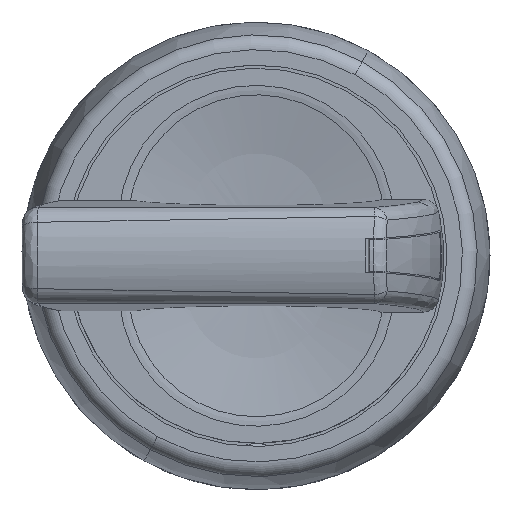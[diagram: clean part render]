
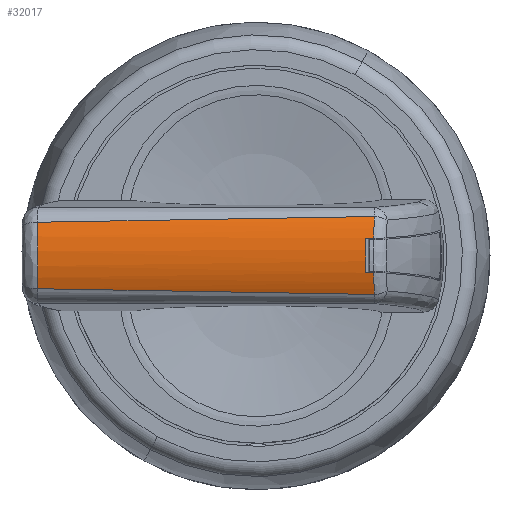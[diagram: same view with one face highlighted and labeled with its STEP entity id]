
A CAD part, top view. The second image highlights one B-rep face of the part: STEP entity #32017.
In plain terms, the highlighted cylindrical face has radius 6 mm (diameter 12 mm), a partial arc.
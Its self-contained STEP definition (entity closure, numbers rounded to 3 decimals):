
#29721=AXIS2_PLACEMENT_3D('Circle Axis2P3D',#29719,#29720,$) ;
#31999=AXIS2_PLACEMENT_3D('Cylinder Axis2P3D',#31996,#31997,#31998) ;
#29716=CARTESIAN_POINT('Vertex',(-1.102,7.,11.898)) ;
#29719=CARTESIAN_POINT('Axis2P3D Location',(0.,7.,6.)) ;
#29723=CARTESIAN_POINT('Vertex',(1.102,7.,11.898)) ;
#30817=CARTESIAN_POINT('Vertex',(2.126,-13.973,11.611)) ;
#30889=CARTESIAN_POINT('Control Point',(-2.126,-13.973,11.611)) ;
#30890=CARTESIAN_POINT('Control Point',(-2.011,-13.975,11.654)) ;
#30891=CARTESIAN_POINT('Control Point',(-1.895,-13.976,11.695)) ;
#30892=CARTESIAN_POINT('Control Point',(-1.777,-13.977,11.733)) ;
#30893=CARTESIAN_POINT('Control Point',(-1.191,-13.982,11.905)) ;
#30894=CARTESIAN_POINT('Control Point',(-0.584,-13.985,12.002)) ;
#30895=CARTESIAN_POINT('Control Point',(-0.094,-13.985,12.029)) ;
#30896=CARTESIAN_POINT('Control Point',(0.656,-13.985,11.995)) ;
#30897=CARTESIAN_POINT('Control Point',(1.388,-13.981,11.846)) ;
#30898=CARTESIAN_POINT('Control Point',(1.639,-13.979,11.781)) ;
#30899=CARTESIAN_POINT('Control Point',(1.885,-13.976,11.702)) ;
#30900=CARTESIAN_POINT('Control Point',(2.126,-13.973,11.611)) ;
#30901=CARTESIAN_POINT('Vertex',(-2.126,-13.973,11.611)) ;
#31308=CARTESIAN_POINT('Vertex',(1.102,7.505,11.898)) ;
#31347=CARTESIAN_POINT('Line Origine',(1.102,9.984,11.898)) ;
#31480=CARTESIAN_POINT('Vertex',(2.493,7.565,11.458)) ;
#31484=CARTESIAN_POINT('Control Point',(2.126,-13.973,11.611)) ;
#31485=CARTESIAN_POINT('Control Point',(2.127,-13.346,11.61)) ;
#31486=CARTESIAN_POINT('Control Point',(2.128,-12.718,11.61)) ;
#31487=CARTESIAN_POINT('Control Point',(2.131,-12.091,11.609)) ;
#31488=CARTESIAN_POINT('Control Point',(2.148,-9.983,11.602)) ;
#31489=CARTESIAN_POINT('Control Point',(2.189,-7.875,11.587)) ;
#31490=CARTESIAN_POINT('Control Point',(2.23,-6.396,11.571)) ;
#31491=CARTESIAN_POINT('Control Point',(2.314,-3.622,11.536)) ;
#31492=CARTESIAN_POINT('Control Point',(2.395,-0.848,11.502)) ;
#31493=CARTESIAN_POINT('Control Point',(2.427,0.446,11.487)) ;
#31494=CARTESIAN_POINT('Control Point',(2.468,2.646,11.469)) ;
#31495=CARTESIAN_POINT('Control Point',(2.487,4.846,11.46)) ;
#31496=CARTESIAN_POINT('Control Point',(2.491,5.752,11.458)) ;
#31497=CARTESIAN_POINT('Control Point',(2.492,6.658,11.458)) ;
#31498=CARTESIAN_POINT('Control Point',(2.493,7.565,11.458)) ;
#31570=CARTESIAN_POINT('Control Point',(1.102,7.505,11.898)) ;
#31571=CARTESIAN_POINT('Control Point',(1.153,7.506,11.888)) ;
#31572=CARTESIAN_POINT('Control Point',(1.204,7.508,11.878)) ;
#31573=CARTESIAN_POINT('Control Point',(1.254,7.509,11.868)) ;
#31574=CARTESIAN_POINT('Control Point',(1.538,7.517,11.805)) ;
#31575=CARTESIAN_POINT('Control Point',(1.818,7.528,11.725)) ;
#31576=CARTESIAN_POINT('Control Point',(2.046,7.538,11.648)) ;
#31577=CARTESIAN_POINT('Control Point',(2.271,7.55,11.559)) ;
#31578=CARTESIAN_POINT('Control Point',(2.493,7.565,11.458)) ;
#31669=CARTESIAN_POINT('Line Origine',(-1.102,9.984,11.898)) ;
#31673=CARTESIAN_POINT('Vertex',(-1.102,7.505,11.898)) ;
#31849=CARTESIAN_POINT('Vertex',(-2.493,7.565,11.458)) ;
#31853=CARTESIAN_POINT('Control Point',(-2.126,-13.973,11.611)) ;
#31854=CARTESIAN_POINT('Control Point',(-2.127,-13.346,11.61)) ;
#31855=CARTESIAN_POINT('Control Point',(-2.128,-12.718,11.61)) ;
#31856=CARTESIAN_POINT('Control Point',(-2.131,-12.091,11.609)) ;
#31857=CARTESIAN_POINT('Control Point',(-2.148,-9.983,11.602)) ;
#31858=CARTESIAN_POINT('Control Point',(-2.189,-7.875,11.587)) ;
#31859=CARTESIAN_POINT('Control Point',(-2.23,-6.396,11.571)) ;
#31860=CARTESIAN_POINT('Control Point',(-2.314,-3.622,11.536)) ;
#31861=CARTESIAN_POINT('Control Point',(-2.395,-0.848,11.502)) ;
#31862=CARTESIAN_POINT('Control Point',(-2.427,0.446,11.487)) ;
#31863=CARTESIAN_POINT('Control Point',(-2.468,2.646,11.469)) ;
#31864=CARTESIAN_POINT('Control Point',(-2.487,4.846,11.46)) ;
#31865=CARTESIAN_POINT('Control Point',(-2.491,5.752,11.458)) ;
#31866=CARTESIAN_POINT('Control Point',(-2.492,6.658,11.458)) ;
#31867=CARTESIAN_POINT('Control Point',(-2.493,7.565,11.458)) ;
#31996=CARTESIAN_POINT('Axis2P3D Location',(0.,0.,6.)) ;
#32002=CARTESIAN_POINT('Control Point',(-1.102,7.505,11.898)) ;
#32003=CARTESIAN_POINT('Control Point',(-1.577,7.517,11.809)) ;
#32004=CARTESIAN_POINT('Control Point',(-2.044,7.536,11.663)) ;
#32005=CARTESIAN_POINT('Control Point',(-2.493,7.565,11.458)) ;
#29720=DIRECTION('Axis2P3D Direction',(0.,1.,0.)) ;
#31348=DIRECTION('Vector Direction',(0.,-1.,0.)) ;
#31670=DIRECTION('Vector Direction',(0.,-1.,0.)) ;
#31997=DIRECTION('Axis2P3D Direction',(-0.,-1.,-0.)) ;
#31998=DIRECTION('Axis2P3D XDirection',(0.508,-0.,0.862)) ;
#31349=VECTOR('Line Direction',#31348,1.) ;
#31671=VECTOR('Line Direction',#31670,1.) ;
#32008=ORIENTED_EDGE('',*,*,#31868,.T.) ;
#32009=ORIENTED_EDGE('',*,*,#30903,.F.) ;
#32010=ORIENTED_EDGE('',*,*,#31499,.F.) ;
#32011=ORIENTED_EDGE('',*,*,#31579,.T.) ;
#32012=ORIENTED_EDGE('',*,*,#31351,.F.) ;
#32013=ORIENTED_EDGE('',*,*,#29725,.F.) ;
#32014=ORIENTED_EDGE('',*,*,#31675,.T.) ;
#32015=ORIENTED_EDGE('',*,*,#32006,.F.) ;
#32017=ADVANCED_FACE('Corps principal ( *SOL1 - wsp *MASTER -  )',(#32016),#32000,.T.) ;
#30888=B_SPLINE_CURVE_WITH_KNOTS('',5,(#30889,#30890,#30891,#30892,#30893,#30894,#30895,#30896,#30897,#30898,#30899,#30900),.UNSPECIFIED.,.F.,.U.,(6,3,3,6),(22.078,22.882,26.057,27.74),.UNSPECIFIED.) ;
#31483=B_SPLINE_CURVE_WITH_KNOTS('',5,(#31484,#31485,#31486,#31487,#31488,#31489,#31490,#31491,#31492,#31493,#31494,#31495,#31496,#31497,#31498),.UNSPECIFIED.,.F.,.U.,(6,3,3,3,6),(8.538,13.971,26.794,38.002,45.849),.UNSPECIFIED.) ;
#31569=B_SPLINE_CURVE_WITH_KNOTS('',5,(#31570,#31571,#31572,#31573,#31574,#31575,#31576,#31577,#31578),.UNSPECIFIED.,.F.,.U.,(6,3,6),(10.25,10.597,12.198),.UNSPECIFIED.) ;
#31852=B_SPLINE_CURVE_WITH_KNOTS('',5,(#31853,#31854,#31855,#31856,#31857,#31858,#31859,#31860,#31861,#31862,#31863,#31864,#31865,#31866,#31867),.UNSPECIFIED.,.F.,.U.,(6,3,3,3,6),(8.538,13.971,26.794,38.001,45.849),.UNSPECIFIED.) ;
#32001=B_SPLINE_CURVE_WITH_KNOTS('',3,(#32002,#32003,#32004,#32005),.UNSPECIFIED.,.F.,.U.,(4,4),(8.13,10.077),.UNSPECIFIED.) ;
#29722=CIRCLE('generated circle',#29721,6.) ;
#32000=CYLINDRICAL_SURFACE('generated cylinder',#31999,6.) ;
#29725=EDGE_CURVE('',#29717,#29724,#29722,.T.) ;
#30903=EDGE_CURVE('',#30818,#30902,#30888,.F.) ;
#31351=EDGE_CURVE('',#29724,#31309,#31350,.F.) ;
#31499=EDGE_CURVE('',#31481,#30818,#31483,.F.) ;
#31579=EDGE_CURVE('',#31481,#31309,#31569,.F.) ;
#31675=EDGE_CURVE('',#29717,#31674,#31672,.F.) ;
#31868=EDGE_CURVE('',#31850,#30902,#31852,.F.) ;
#32006=EDGE_CURVE('',#31850,#31674,#32001,.F.) ;
#32007=EDGE_LOOP('',(#32008,#32009,#32010,#32011,#32012,#32013,#32014,#32015)) ;
#32016=FACE_OUTER_BOUND('',#32007,.T.) ;
#31350=LINE('Line',#31347,#31349) ;
#31672=LINE('Line',#31669,#31671) ;
#29717=VERTEX_POINT('',#29716) ;
#29724=VERTEX_POINT('',#29723) ;
#30818=VERTEX_POINT('',#30817) ;
#30902=VERTEX_POINT('',#30901) ;
#31309=VERTEX_POINT('',#31308) ;
#31481=VERTEX_POINT('',#31480) ;
#31674=VERTEX_POINT('',#31673) ;
#31850=VERTEX_POINT('',#31849) ;
